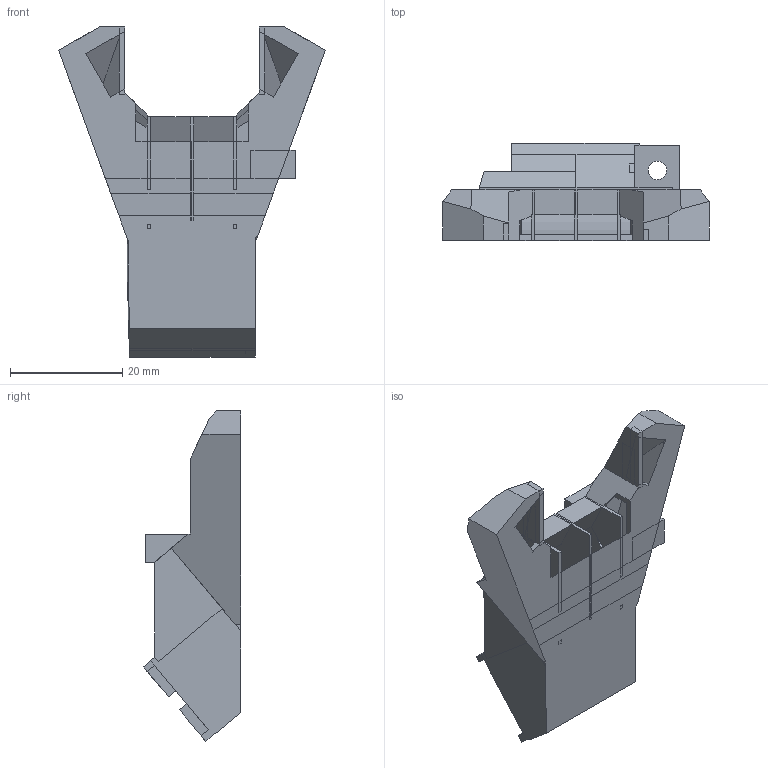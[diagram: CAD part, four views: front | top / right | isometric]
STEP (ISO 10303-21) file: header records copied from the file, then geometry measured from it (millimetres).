
FILE_DESCRIPTION(/* description */ (''),/* implementation_level */ '2;1');
FILE_NAME(/* name */ 'fan kepping prusa motor-DissEd v2.step',/* time_stamp */ '2018-11-29T19:11:37+01:00',/* author */ ('drodfro'),/* organization */ (''),/* preprocessor_version */ 'ST-DEVELOPER v17.2',/* originating_system */ 'Autodesk Translation Framework v7.6.0.251',/* authorisation */ '');
FILE_SCHEMA (('AUTOMOTIVE_DESIGN { 1 0 10303 214 3 1 1 }'));
Length unit declared in the file: millimetre
Products named in the file (2): BMG_MK3; fan changed
Assembly tree (1 placements, depth 2):
  BMG_MK3
    fan changed
Bounding box: 47.5 x 17.39 x 58.85 mm (x, y, z)
Volume: 6223.4 mm3; surface area: 8478.3 mm2
Topology: 1 solids, 1 shells, 297 faces, 836 edges, 531 vertices
Faces by surface type: plane 295, cylinder 2
Full cylindrical faces by diameter (mm): 3.3 x1
Entity records: 9554 total; most frequent: ORIENTED_EDGE 1702, CARTESIAN_POINT 1697, DIRECTION 1455, EDGE_CURVE 851, LINE 847, VECTOR 847, VERTEX_POINT 546, AXIS2_PLACEMENT_3D 304
